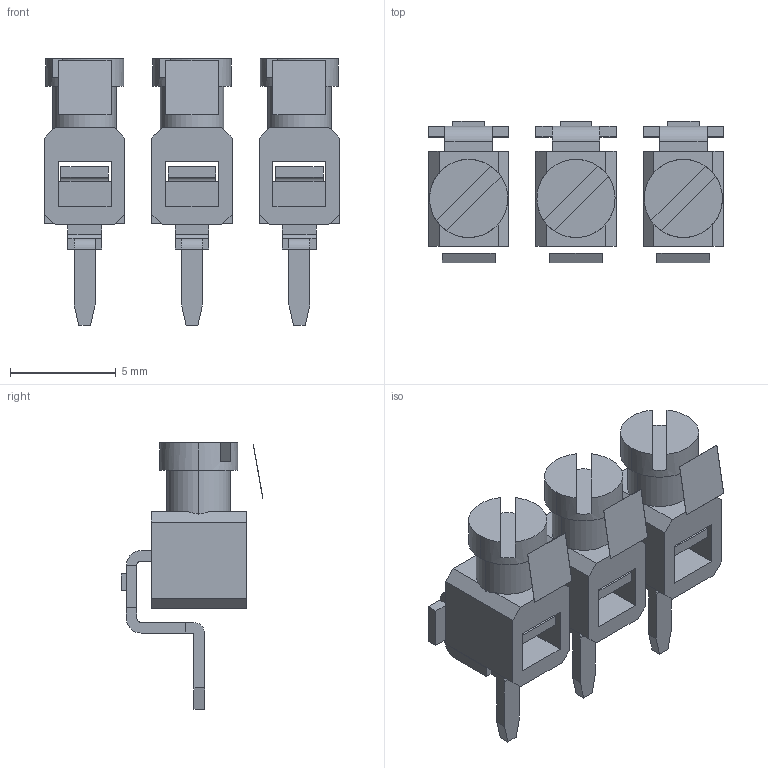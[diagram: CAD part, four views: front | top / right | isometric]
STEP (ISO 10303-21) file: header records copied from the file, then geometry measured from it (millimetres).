
FILE_DESCRIPTION (( 'STEP AP214' ), '1' );
FILE_NAME ('1548129.STEP', '2024-11-09T05:22:35', ( '' ), ( '' ), 'SwSTEP 2.0', 'SolidWorks 2016', '' );
FILE_SCHEMA (( 'AUTOMOTIVE_DESIGN' ));
Length unit declared in the file: millimetre
Products named in the file (14): 2023_03_27_05_10_11_0216; 2023_03_27_05_10_11_0232; 2023_03_27_05_10_11_0247; 2023_03_27_05_10_11_0263; 2023_03_27_05_10_11_0279; 2023_03_27_05_10_11_0294; 2023_03_27_05_10_11_0310; 2023_03_27_05_10_11_0325; 2023_03_27_05_10_11_0341; 1548129; 2023_03_27_05_10_11_0138; 2023_03_27_05_10_11_0169; 2023_03_27_05_10_11_0185; 2023_03_27_05_10_11_0200
Assembly tree (13 placements, depth 2):
  1548129
    2023_03_27_05_10_11_0341
    2023_03_27_05_10_11_0325
    2023_03_27_05_10_11_0310
    2023_03_27_05_10_11_0294
    2023_03_27_05_10_11_0279
    2023_03_27_05_10_11_0263
    2023_03_27_05_10_11_0247
    2023_03_27_05_10_11_0232
    2023_03_27_05_10_11_0216
    2023_03_27_05_10_11_0200
    2023_03_27_05_10_11_0185
    2023_03_27_05_10_11_0169
    2023_03_27_05_10_11_0138
Bounding box: 13.96 x 6.72 x 12.6 mm (x, y, z)
Volume: 278.3 mm3; surface area: 913.7 mm2
Topology: 12 solids, 12 shells, 219 faces, 579 edges, 384 vertices
Faces by surface type: plane 186, cylinder 33
Entity records: 39585 total; most frequent: CARTESIAN_POINT 9039, DIRECTION 4273, ORIENTED_EDGE 3533, EDGE_CURVE 2944, VERTEX_POINT 2739, VECTOR 2617, LINE 2617, AXIS2_PLACEMENT_3D 828
